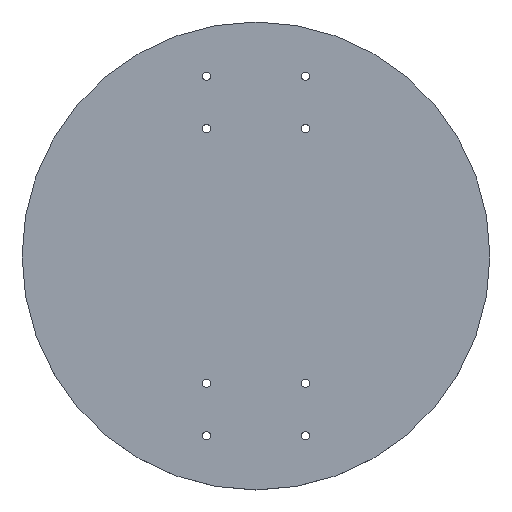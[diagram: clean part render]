
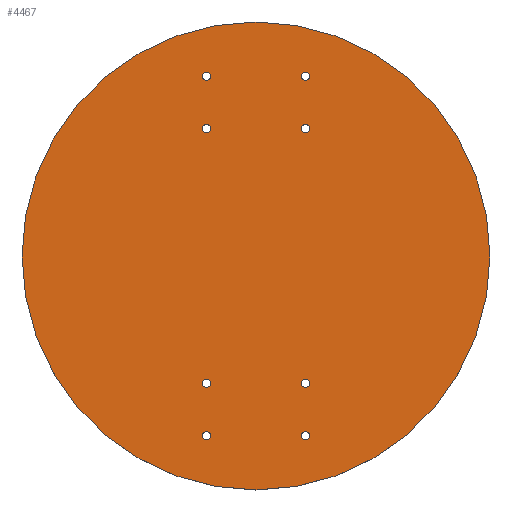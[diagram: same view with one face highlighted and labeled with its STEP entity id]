
A CAD part, top view. The second image highlights one B-rep face of the part: STEP entity #4467.
In plain terms, the highlighted planar face has unit normal (0, 0, 1).
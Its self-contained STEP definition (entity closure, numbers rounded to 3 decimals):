
#3918=CARTESIAN_POINT('Axis2P3D Location',(18.,-65.3,10.)) ;
#3922=CARTESIAN_POINT('Vertex',(16.5,-65.3,10.)) ;
#3924=CARTESIAN_POINT('Vertex',(19.5,-65.3,10.)) ;
#3953=CARTESIAN_POINT('Axis2P3D Location',(18.,-65.3,10.)) ;
#3975=CARTESIAN_POINT('Axis2P3D Location',(18.,-46.3,10.)) ;
#3979=CARTESIAN_POINT('Vertex',(16.5,-46.3,10.)) ;
#3981=CARTESIAN_POINT('Vertex',(19.5,-46.3,10.)) ;
#4010=CARTESIAN_POINT('Axis2P3D Location',(18.,-46.3,10.)) ;
#4032=CARTESIAN_POINT('Axis2P3D Location',(18.,65.3,10.)) ;
#4036=CARTESIAN_POINT('Vertex',(16.5,65.3,10.)) ;
#4038=CARTESIAN_POINT('Vertex',(19.5,65.3,10.)) ;
#4067=CARTESIAN_POINT('Axis2P3D Location',(18.,65.3,10.)) ;
#4089=CARTESIAN_POINT('Axis2P3D Location',(18.,46.3,10.)) ;
#4093=CARTESIAN_POINT('Vertex',(16.5,46.3,10.)) ;
#4095=CARTESIAN_POINT('Vertex',(19.5,46.3,10.)) ;
#4124=CARTESIAN_POINT('Axis2P3D Location',(18.,46.3,10.)) ;
#4146=CARTESIAN_POINT('Axis2P3D Location',(-18.,-65.3,10.)) ;
#4150=CARTESIAN_POINT('Vertex',(-16.5,-65.3,10.)) ;
#4152=CARTESIAN_POINT('Vertex',(-19.5,-65.3,10.)) ;
#4181=CARTESIAN_POINT('Axis2P3D Location',(-18.,-65.3,10.)) ;
#4203=CARTESIAN_POINT('Axis2P3D Location',(-18.,-46.3,10.)) ;
#4207=CARTESIAN_POINT('Vertex',(-16.5,-46.3,10.)) ;
#4209=CARTESIAN_POINT('Vertex',(-19.5,-46.3,10.)) ;
#4238=CARTESIAN_POINT('Axis2P3D Location',(-18.,-46.3,10.)) ;
#4260=CARTESIAN_POINT('Axis2P3D Location',(-18.,46.3,10.)) ;
#4264=CARTESIAN_POINT('Vertex',(-16.5,46.3,10.)) ;
#4266=CARTESIAN_POINT('Vertex',(-19.5,46.3,10.)) ;
#4295=CARTESIAN_POINT('Axis2P3D Location',(-18.,46.3,10.)) ;
#4317=CARTESIAN_POINT('Axis2P3D Location',(-18.,65.3,10.)) ;
#4321=CARTESIAN_POINT('Vertex',(-16.5,65.3,10.)) ;
#4323=CARTESIAN_POINT('Vertex',(-19.5,65.3,10.)) ;
#4352=CARTESIAN_POINT('Axis2P3D Location',(-18.,65.3,10.)) ;
#4380=CARTESIAN_POINT('Vertex',(-85.,0.,10.)) ;
#4394=CARTESIAN_POINT('Vertex',(85.,0.,10.)) ;
#4397=CARTESIAN_POINT('Axis2P3D Location',(0.,0.,10.)) ;
#4414=CARTESIAN_POINT('Axis2P3D Location',(0.,0.,10.)) ;
#4426=CARTESIAN_POINT('Axis2P3D Location',(0.,0.,10.)) ;
#3919=DIRECTION('Axis2P3D Direction',(0.,0.,1.)) ;
#3954=DIRECTION('Axis2P3D Direction',(0.,0.,1.)) ;
#3976=DIRECTION('Axis2P3D Direction',(0.,0.,1.)) ;
#4011=DIRECTION('Axis2P3D Direction',(0.,0.,1.)) ;
#4033=DIRECTION('Axis2P3D Direction',(0.,0.,1.)) ;
#4068=DIRECTION('Axis2P3D Direction',(0.,0.,1.)) ;
#4090=DIRECTION('Axis2P3D Direction',(0.,0.,1.)) ;
#4125=DIRECTION('Axis2P3D Direction',(0.,0.,1.)) ;
#4147=DIRECTION('Axis2P3D Direction',(0.,0.,1.)) ;
#4182=DIRECTION('Axis2P3D Direction',(0.,0.,1.)) ;
#4204=DIRECTION('Axis2P3D Direction',(0.,0.,1.)) ;
#4239=DIRECTION('Axis2P3D Direction',(0.,0.,1.)) ;
#4261=DIRECTION('Axis2P3D Direction',(0.,0.,1.)) ;
#4296=DIRECTION('Axis2P3D Direction',(0.,0.,1.)) ;
#4318=DIRECTION('Axis2P3D Direction',(0.,0.,1.)) ;
#4353=DIRECTION('Axis2P3D Direction',(0.,0.,1.)) ;
#4398=DIRECTION('Axis2P3D Direction',(0.,0.,1.)) ;
#4415=DIRECTION('Axis2P3D Direction',(0.,0.,1.)) ;
#4427=DIRECTION('Axis2P3D Direction',(0.,0.,1.)) ;
#4428=DIRECTION('Axis2P3D XDirection',(1.,0.,0.)) ;
#3920=AXIS2_PLACEMENT_3D('Circle Axis2P3D',#3918,#3919,$) ;
#3955=AXIS2_PLACEMENT_3D('Circle Axis2P3D',#3953,#3954,$) ;
#3977=AXIS2_PLACEMENT_3D('Circle Axis2P3D',#3975,#3976,$) ;
#4012=AXIS2_PLACEMENT_3D('Circle Axis2P3D',#4010,#4011,$) ;
#4034=AXIS2_PLACEMENT_3D('Circle Axis2P3D',#4032,#4033,$) ;
#4069=AXIS2_PLACEMENT_3D('Circle Axis2P3D',#4067,#4068,$) ;
#4091=AXIS2_PLACEMENT_3D('Circle Axis2P3D',#4089,#4090,$) ;
#4126=AXIS2_PLACEMENT_3D('Circle Axis2P3D',#4124,#4125,$) ;
#4148=AXIS2_PLACEMENT_3D('Circle Axis2P3D',#4146,#4147,$) ;
#4183=AXIS2_PLACEMENT_3D('Circle Axis2P3D',#4181,#4182,$) ;
#4205=AXIS2_PLACEMENT_3D('Circle Axis2P3D',#4203,#4204,$) ;
#4240=AXIS2_PLACEMENT_3D('Circle Axis2P3D',#4238,#4239,$) ;
#4262=AXIS2_PLACEMENT_3D('Circle Axis2P3D',#4260,#4261,$) ;
#4297=AXIS2_PLACEMENT_3D('Circle Axis2P3D',#4295,#4296,$) ;
#4319=AXIS2_PLACEMENT_3D('Circle Axis2P3D',#4317,#4318,$) ;
#4354=AXIS2_PLACEMENT_3D('Circle Axis2P3D',#4352,#4353,$) ;
#4399=AXIS2_PLACEMENT_3D('Circle Axis2P3D',#4397,#4398,$) ;
#4416=AXIS2_PLACEMENT_3D('Circle Axis2P3D',#4414,#4415,$) ;
#4429=AXIS2_PLACEMENT_3D('Plane Axis2P3D',#4426,#4427,#4428) ;
#4432=ORIENTED_EDGE('',*,*,#4418,.T.) ;
#4433=ORIENTED_EDGE('',*,*,#4401,.T.) ;
#4436=ORIENTED_EDGE('',*,*,#4356,.F.) ;
#4437=ORIENTED_EDGE('',*,*,#4325,.F.) ;
#4440=ORIENTED_EDGE('',*,*,#4299,.F.) ;
#4441=ORIENTED_EDGE('',*,*,#4268,.F.) ;
#4444=ORIENTED_EDGE('',*,*,#4242,.F.) ;
#4445=ORIENTED_EDGE('',*,*,#4211,.F.) ;
#4448=ORIENTED_EDGE('',*,*,#4185,.F.) ;
#4449=ORIENTED_EDGE('',*,*,#4154,.F.) ;
#4452=ORIENTED_EDGE('',*,*,#4128,.F.) ;
#4453=ORIENTED_EDGE('',*,*,#4097,.F.) ;
#4456=ORIENTED_EDGE('',*,*,#4071,.F.) ;
#4457=ORIENTED_EDGE('',*,*,#4040,.F.) ;
#4460=ORIENTED_EDGE('',*,*,#4014,.F.) ;
#4461=ORIENTED_EDGE('',*,*,#3983,.F.) ;
#4464=ORIENTED_EDGE('',*,*,#3957,.F.) ;
#4465=ORIENTED_EDGE('',*,*,#3926,.F.) ;
#4438=FACE_BOUND('',#4435,.T.) ;
#4442=FACE_BOUND('',#4439,.T.) ;
#4446=FACE_BOUND('',#4443,.T.) ;
#4450=FACE_BOUND('',#4447,.T.) ;
#4454=FACE_BOUND('',#4451,.T.) ;
#4458=FACE_BOUND('',#4455,.T.) ;
#4462=FACE_BOUND('',#4459,.T.) ;
#4466=FACE_BOUND('',#4463,.T.) ;
#4467=ADVANCED_FACE('PartBody',(#4434,#4438,#4442,#4446,#4450,#4454,#4458,#4462,#4466),#4430,.T.) ;
#3921=CIRCLE('generated circle',#3920,1.5) ;
#3956=CIRCLE('generated circle',#3955,1.5) ;
#3978=CIRCLE('generated circle',#3977,1.5) ;
#4013=CIRCLE('generated circle',#4012,1.5) ;
#4035=CIRCLE('generated circle',#4034,1.5) ;
#4070=CIRCLE('generated circle',#4069,1.5) ;
#4092=CIRCLE('generated circle',#4091,1.5) ;
#4127=CIRCLE('generated circle',#4126,1.5) ;
#4149=CIRCLE('generated circle',#4148,1.5) ;
#4184=CIRCLE('generated circle',#4183,1.5) ;
#4206=CIRCLE('generated circle',#4205,1.5) ;
#4241=CIRCLE('generated circle',#4240,1.5) ;
#4263=CIRCLE('generated circle',#4262,1.5) ;
#4298=CIRCLE('generated circle',#4297,1.5) ;
#4320=CIRCLE('generated circle',#4319,1.5) ;
#4355=CIRCLE('generated circle',#4354,1.5) ;
#4400=CIRCLE('generated circle',#4399,85.) ;
#4417=CIRCLE('generated circle',#4416,85.) ;
#3926=EDGE_CURVE('',#3923,#3925,#3921,.T.) ;
#3957=EDGE_CURVE('',#3925,#3923,#3956,.T.) ;
#3983=EDGE_CURVE('',#3980,#3982,#3978,.T.) ;
#4014=EDGE_CURVE('',#3982,#3980,#4013,.T.) ;
#4040=EDGE_CURVE('',#4037,#4039,#4035,.T.) ;
#4071=EDGE_CURVE('',#4039,#4037,#4070,.T.) ;
#4097=EDGE_CURVE('',#4094,#4096,#4092,.T.) ;
#4128=EDGE_CURVE('',#4096,#4094,#4127,.T.) ;
#4154=EDGE_CURVE('',#4151,#4153,#4149,.T.) ;
#4185=EDGE_CURVE('',#4153,#4151,#4184,.T.) ;
#4211=EDGE_CURVE('',#4208,#4210,#4206,.T.) ;
#4242=EDGE_CURVE('',#4210,#4208,#4241,.T.) ;
#4268=EDGE_CURVE('',#4265,#4267,#4263,.T.) ;
#4299=EDGE_CURVE('',#4267,#4265,#4298,.T.) ;
#4325=EDGE_CURVE('',#4322,#4324,#4320,.T.) ;
#4356=EDGE_CURVE('',#4324,#4322,#4355,.T.) ;
#4401=EDGE_CURVE('',#4381,#4395,#4400,.T.) ;
#4418=EDGE_CURVE('',#4395,#4381,#4417,.T.) ;
#4431=EDGE_LOOP('',(#4432,#4433)) ;
#4435=EDGE_LOOP('',(#4436,#4437)) ;
#4439=EDGE_LOOP('',(#4440,#4441)) ;
#4443=EDGE_LOOP('',(#4444,#4445)) ;
#4447=EDGE_LOOP('',(#4448,#4449)) ;
#4451=EDGE_LOOP('',(#4452,#4453)) ;
#4455=EDGE_LOOP('',(#4456,#4457)) ;
#4459=EDGE_LOOP('',(#4460,#4461)) ;
#4463=EDGE_LOOP('',(#4464,#4465)) ;
#4434=FACE_OUTER_BOUND('',#4431,.T.) ;
#4430=PLANE('Plane',#4429) ;
#3923=VERTEX_POINT('',#3922) ;
#3925=VERTEX_POINT('',#3924) ;
#3980=VERTEX_POINT('',#3979) ;
#3982=VERTEX_POINT('',#3981) ;
#4037=VERTEX_POINT('',#4036) ;
#4039=VERTEX_POINT('',#4038) ;
#4094=VERTEX_POINT('',#4093) ;
#4096=VERTEX_POINT('',#4095) ;
#4151=VERTEX_POINT('',#4150) ;
#4153=VERTEX_POINT('',#4152) ;
#4208=VERTEX_POINT('',#4207) ;
#4210=VERTEX_POINT('',#4209) ;
#4265=VERTEX_POINT('',#4264) ;
#4267=VERTEX_POINT('',#4266) ;
#4322=VERTEX_POINT('',#4321) ;
#4324=VERTEX_POINT('',#4323) ;
#4381=VERTEX_POINT('',#4380) ;
#4395=VERTEX_POINT('',#4394) ;
